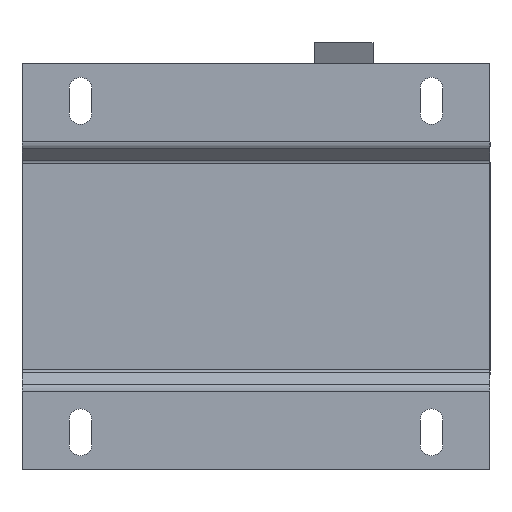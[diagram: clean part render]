
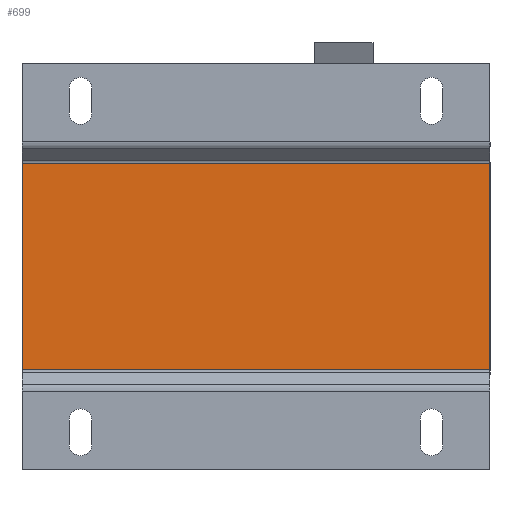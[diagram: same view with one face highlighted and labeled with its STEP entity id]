
A CAD part, front view. The second image highlights one B-rep face of the part: STEP entity #699.
In plain terms, the highlighted planar face has unit normal (0, -1, 0).
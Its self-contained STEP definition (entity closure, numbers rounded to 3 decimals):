
#64 = DIRECTION ( 'NONE',  ( 1., 0., 0. ) ) ;
#66 = CARTESIAN_POINT ( 'NONE',  ( 0., -51.5, -26.5 ) ) ;
#132 = EDGE_CURVE ( 'Defeature ausgef�hrt1_76+Defeature ausgef�hrt1_78+Defeature ausgef�hrt1_83+Defeature ausgef�hrt1_96', #6947, #4959, #1068, .T. ) ;
#153 = EDGE_CURVE ( 'Defeature ausgef�hrt1_98+Defeature ausgef�hrt1_78+Defeature ausgef�hrt1_96+Defeature ausgef�hrt1_97', #4959, #3983, #6129, .T. ) ;
#519 = EDGE_LOOP ( 'NONE', ( #7369, #2306, #4745, #4175 ) ) ;
#558 = EDGE_CURVE ( 'Defeature ausgef�hrt1_77+Defeature ausgef�hrt1_78+Defeature ausgef�hrt1_97+Defeature ausgef�hrt1_84', #3983, #6743, #958, .T. ) ;
#699 = ADVANCED_FACE ( 'Defeature ausgef�hrt1_78', ( #2537 ), #6627, .F. ) ;
#958 = LINE ( 'NONE', #5783, #6214 ) ;
#1068 = LINE ( 'NONE', #5789, #1527 ) ;
#1193 = DIRECTION ( 'NONE',  ( 1., 0., 0. ) ) ;
#1237 = DIRECTION ( 'NONE',  ( 0., 1., 0. ) ) ;
#1527 = VECTOR ( 'NONE', #7029, 1000. ) ;
#2306 = ORIENTED_EDGE ( 'NONE', *, *, #132, .F. ) ;
#2337 = CARTESIAN_POINT ( 'NONE',  ( 0., -51.5, 0. ) ) ;
#2537 = FACE_OUTER_BOUND ( 'NONE', #519, .T. ) ;
#2645 = AXIS2_PLACEMENT_3D ( 'NONE', #2337, #1237, #7731 ) ;
#3011 = VECTOR ( 'NONE', #64, 1000. ) ;
#3872 = LINE ( 'NONE', #66, #5665 ) ;
#3983 = VERTEX_POINT ( 'NONE', #4108 ) ;
#4108 = CARTESIAN_POINT ( 'NONE',  ( 60., -51.5, 26.5 ) ) ;
#4175 = ORIENTED_EDGE ( 'NONE', *, *, #558, .F. ) ;
#4294 = CARTESIAN_POINT ( 'NONE',  ( 0., -51.5, 26.5 ) ) ;
#4731 = CARTESIAN_POINT ( 'NONE',  ( -60., -51.5, -26.5 ) ) ;
#4745 = ORIENTED_EDGE ( 'NONE', *, *, #4816, .T. ) ;
#4816 = EDGE_CURVE ( 'Defeature ausgef�hrt1_78+Defeature ausgef�hrt1_85+Defeature ausgef�hrt1_76+Defeature ausgef�hrt1_77', #6947, #6743, #3872, .T. ) ;
#4959 = VERTEX_POINT ( 'NONE', #5001 ) ;
#5001 = CARTESIAN_POINT ( 'NONE',  ( -60., -51.5, 26.5 ) ) ;
#5665 = VECTOR ( 'NONE', #1193, 1000. ) ;
#5783 = CARTESIAN_POINT ( 'NONE',  ( 60., -51.5, -52. ) ) ;
#5789 = CARTESIAN_POINT ( 'NONE',  ( -60., -51.5, -52. ) ) ;
#6129 = LINE ( 'NONE', #4294, #3011 ) ;
#6214 = VECTOR ( 'NONE', #7680, 1000. ) ;
#6627 = PLANE ( 'NONE',  #2645 ) ;
#6743 = VERTEX_POINT ( 'NONE', #7518 ) ;
#6947 = VERTEX_POINT ( 'NONE', #4731 ) ;
#7029 = DIRECTION ( 'NONE',  ( 0., 0., 1. ) ) ;
#7369 = ORIENTED_EDGE ( 'NONE', *, *, #153, .F. ) ;
#7518 = CARTESIAN_POINT ( 'NONE',  ( 60., -51.5, -26.5 ) ) ;
#7680 = DIRECTION ( 'NONE',  ( 0., 0., -1. ) ) ;
#7731 = DIRECTION ( 'NONE',  ( 0., 0., -1. ) ) ;
